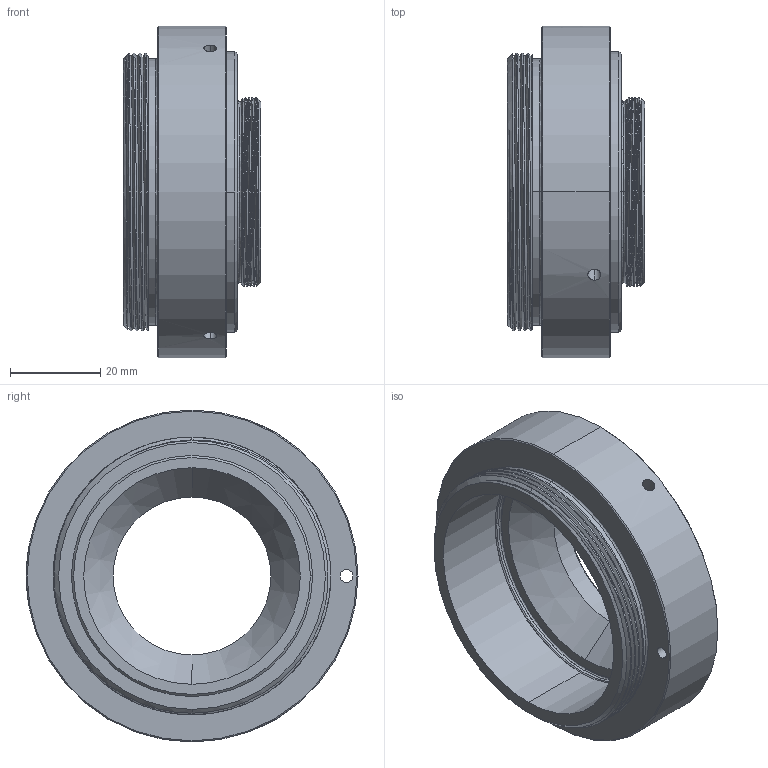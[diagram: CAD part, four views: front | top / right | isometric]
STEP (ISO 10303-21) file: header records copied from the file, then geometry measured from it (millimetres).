
FILE_DESCRIPTION (( 'STEP AP203' ), '1' );
FILE_NAME ('Web Model 59772_Default.step', '2017-08-16T18:45:24', ( '' ), ( '' ), 'SwSTEP 2.0', 'SolidWorks 2016', '' );
FILE_SCHEMA (( 'CONFIG_CONTROL_DESIGN' ));
Length unit declared in the file: millimetre
Products named in the file (1): Web Model 59772_Default
Bounding box: 30.48 x 73.66 x 73.66 mm (x, y, z)
Volume: 44839.3 mm3; surface area: 24606.1 mm2
Topology: 3 solids, 3 shells, 137 faces, 323 edges, 200 vertices
Faces by surface type: cylinder 58, cone 35, bspline 30, plane 14
Entity records: 7127 total; most frequent: CARTESIAN_POINT 4149, ORIENTED_EDGE 646, DIRECTION 573, EDGE_CURVE 323, AXIS2_PLACEMENT_3D 241, VERTEX_POINT 200, EDGE_LOOP 159, FACE_OUTER_BOUND 137
